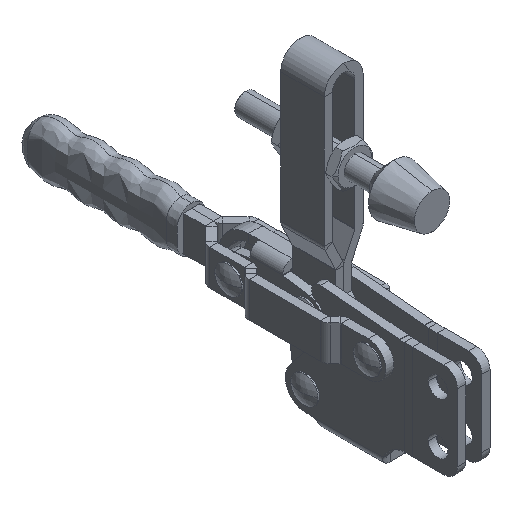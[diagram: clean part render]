
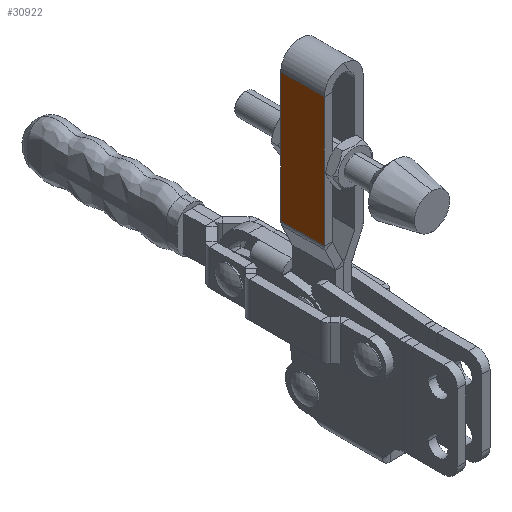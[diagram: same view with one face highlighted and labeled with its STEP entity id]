
A CAD part, isometric view. The second image highlights one B-rep face of the part: STEP entity #30922.
In plain terms, the highlighted face is planar.
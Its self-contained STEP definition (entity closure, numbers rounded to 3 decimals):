
#2897 = VERTEX_POINT ( 'NONE', #11623 ) ;
#2908 = VERTEX_POINT ( 'NONE', #11629 ) ;
#2927 = VERTEX_POINT ( 'NONE', #11639 ) ;
#3404 = DIRECTION ( 'NONE',  ( 0., 0., 1. ) ) ;
#3410 = CARTESIAN_POINT ( 'NONE',  ( 7.15, 4.5, 0. ) ) ;
#3685 = LINE ( 'NONE', #28233, #3688 ) ;
#3688 = VECTOR ( 'NONE', #28228, 1000. ) ;
#11259 = CARTESIAN_POINT ( 'NONE',  ( 7.15, 0., 150. ) ) ;
#11261 = PLANE ( 'NONE',  #29091 ) ;
#11264 = DIRECTION ( 'NONE',  ( -1., 0., 0. ) ) ;
#11265 = DIRECTION ( 'NONE',  ( 0., 0., 1. ) ) ;
#11623 = CARTESIAN_POINT ( 'NONE',  ( 7.15, 4.5, 0. ) ) ;
#11629 = CARTESIAN_POINT ( 'NONE',  ( 7.15, 20.5, 0. ) ) ;
#11639 = CARTESIAN_POINT ( 'NONE',  ( 7.15, 20.5, 47.6 ) ) ;
#11650 = CARTESIAN_POINT ( 'NONE',  ( 7.15, 4.5, 47.6 ) ) ;
#12019 = LINE ( 'NONE', #3410, #12021 ) ;
#12021 = VECTOR ( 'NONE', #3404, 1000. ) ;
#13631 = VERTEX_POINT ( 'NONE', #11650 ) ;
#18398 = EDGE_CURVE ( 'NONE', #2897, #2908, #25648, .T. ) ;
#18400 = EDGE_CURVE ( 'NONE', #13631, #2927, #25652, .T. ) ;
#18421 = EDGE_CURVE ( 'NONE', #2908, #2927, #3685, .T. ) ;
#19794 = ORIENTED_EDGE ( 'NONE', *, *, #18398, .T. ) ;
#19795 = ORIENTED_EDGE ( 'NONE', *, *, #18421, .T. ) ;
#19797 = ORIENTED_EDGE ( 'NONE', *, *, #18400, .F. ) ;
#19798 = ORIENTED_EDGE ( 'NONE', *, *, #20380, .F. ) ;
#20380 = EDGE_CURVE ( 'NONE', #2897, #13631, #12019, .T. ) ;
#25648 = LINE ( 'NONE', #28177, #25653 ) ;
#25652 = LINE ( 'NONE', #28167, #25657 ) ;
#25653 = VECTOR ( 'NONE', #28172, 1000. ) ;
#25657 = VECTOR ( 'NONE', #28184, 1000. ) ;
#28167 = CARTESIAN_POINT ( 'NONE',  ( 7.15, 0., 47.6 ) ) ;
#28172 = DIRECTION ( 'NONE',  ( 0., 1., 0. ) ) ;
#28177 = CARTESIAN_POINT ( 'NONE',  ( 7.15, 0., 0. ) ) ;
#28184 = DIRECTION ( 'NONE',  ( 0., 1., 0. ) ) ;
#28228 = DIRECTION ( 'NONE',  ( 0., 0., 1. ) ) ;
#28233 = CARTESIAN_POINT ( 'NONE',  ( 7.15, 20.5, 0. ) ) ;
#29091 = AXIS2_PLACEMENT_3D ( 'NONE', #11259, #11264, #11265 ) ;
#30254 = FACE_OUTER_BOUND ( 'NONE', #30863, .T. ) ;
#30863 = EDGE_LOOP ( 'NONE', ( #19794, #19795, #19797, #19798 ) ) ;
#30922 = ADVANCED_FACE ( 'NONE', ( #30254 ), #11261, .F. ) ;
